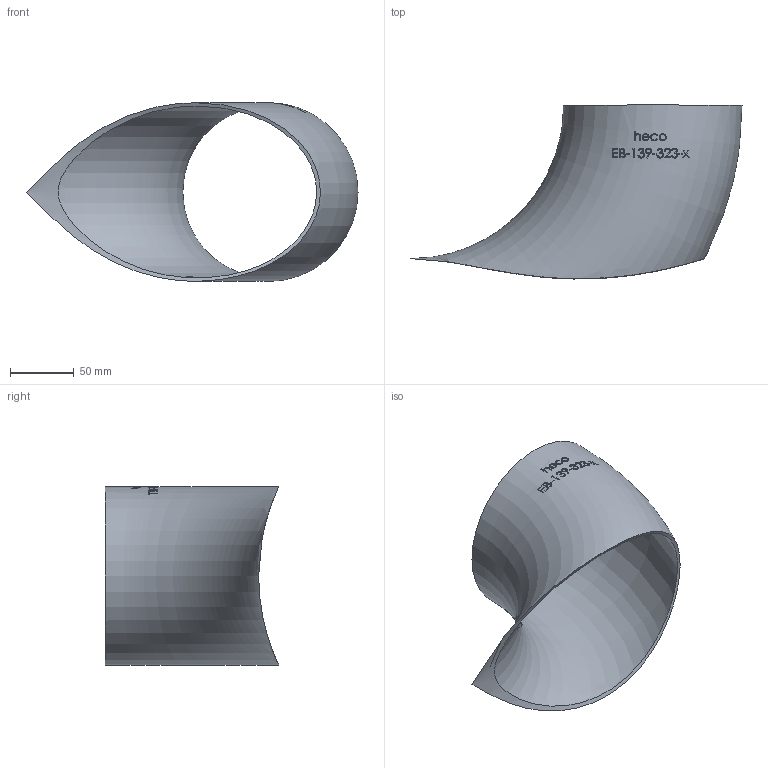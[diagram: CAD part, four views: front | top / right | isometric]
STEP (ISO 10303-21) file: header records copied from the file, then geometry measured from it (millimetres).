
FILE_DESCRIPTION (( 'STEP AP214' ), '1' );
FILE_NAME ('EB-139-323-x Einschweißbogen 1901.STEP', '2019-01-16T08:14:56', ( '' ), ( '' ), 'SwSTEP 2.0', 'SolidWorks 2016', '' );
FILE_SCHEMA (( 'AUTOMOTIVE_DESIGN' ));
Length unit declared in the file: millimetre
Products named in the file (1): EB-139-323-x Einschweißbogen 1901
Bounding box: 259.85 x 135.99 x 139.71 mm (x, y, z)
Volume: 166520.7 mm3; surface area: 131464.3 mm2
Topology: 1 solids, 1 shells, 209 faces, 563 edges, 376 vertices
Faces by surface type: bspline 101, plane 83, torus 24, cylinder 1
Entity records: 11708 total; most frequent: CARTESIAN_POINT 5321, ORIENTED_EDGE 1106, EDGE_CURVE 553, DIRECTION 403, VERTEX_POINT 370, B_SPLINE_CURVE_WITH_KNOTS 368, EDGE_LOOP 233, FACE_OUTER_BOUND 210
